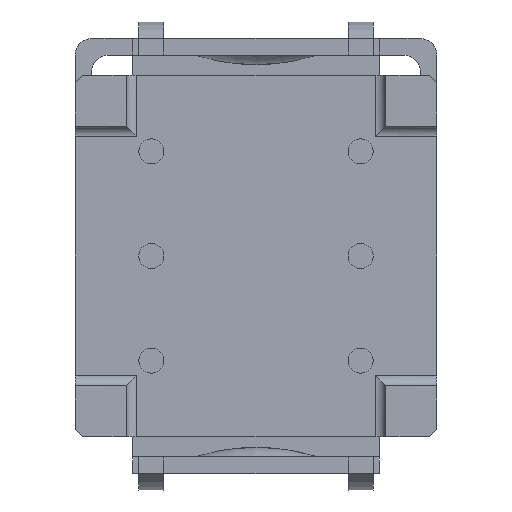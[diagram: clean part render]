
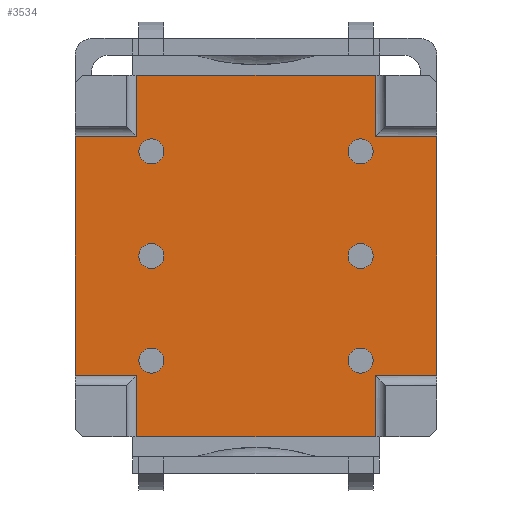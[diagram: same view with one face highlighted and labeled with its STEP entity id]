
A CAD part, front view. The second image highlights one B-rep face of the part: STEP entity #3534.
In plain terms, the highlighted planar face has unit normal (0, -1, 0).
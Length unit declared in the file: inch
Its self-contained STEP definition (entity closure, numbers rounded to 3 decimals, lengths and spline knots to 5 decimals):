
#178=FACE_OUTER_BOUND('',#375,.T.);
#375=EDGE_LOOP('',(#2515,#2516,#2517,#2518,#2519,#2520,#2521,#2522,#2523,
#2524,#2525,#2526));
#600=LINE('',#5160,#992);
#616=LINE('',#5195,#1008);
#653=LINE('',#5277,#1045);
#661=LINE('',#5295,#1053);
#662=LINE('',#5298,#1054);
#663=LINE('',#5301,#1055);
#664=LINE('',#5303,#1056);
#665=LINE('',#5305,#1057);
#666=LINE('',#5307,#1058);
#667=LINE('',#5308,#1059);
#668=LINE('',#5310,#1060);
#669=LINE('',#5311,#1061);
#992=VECTOR('',#4098,0.228);
#1008=VECTOR('',#4126,0.228);
#1045=VECTOR('',#4195,0.228);
#1053=VECTOR('',#4213,0.059);
#1054=VECTOR('',#4218,0.059);
#1055=VECTOR('',#4221,0.059);
#1056=VECTOR('',#4222,0.059);
#1057=VECTOR('',#4223,0.228);
#1058=VECTOR('',#4224,0.059);
#1059=VECTOR('',#4225,0.059);
#1060=VECTOR('',#4226,0.059);
#1061=VECTOR('',#4227,0.059);
#1497=VERTEX_POINT('',#5157);
#1498=VERTEX_POINT('',#5159);
#1510=VERTEX_POINT('',#5192);
#1511=VERTEX_POINT('',#5194);
#1539=VERTEX_POINT('',#5274);
#1540=VERTEX_POINT('',#5276);
#1545=VERTEX_POINT('',#5294);
#1546=VERTEX_POINT('',#5300);
#1547=VERTEX_POINT('',#5302);
#1548=VERTEX_POINT('',#5304);
#1549=VERTEX_POINT('',#5306);
#1550=VERTEX_POINT('',#5309);
#1854=EDGE_CURVE('',#1498,#1497,#600,.T.);
#1872=EDGE_CURVE('',#1511,#1510,#616,.T.);
#1913=EDGE_CURVE('',#1540,#1539,#653,.T.);
#1922=EDGE_CURVE('',#1545,#1540,#661,.T.);
#1924=EDGE_CURVE('',#1545,#1497,#662,.T.);
#1925=EDGE_CURVE('',#1546,#1539,#663,.T.);
#1926=EDGE_CURVE('',#1547,#1546,#664,.T.);
#1927=EDGE_CURVE('',#1547,#1548,#665,.T.);
#1928=EDGE_CURVE('',#1548,#1549,#666,.T.);
#1929=EDGE_CURVE('',#1511,#1549,#667,.T.);
#1930=EDGE_CURVE('',#1510,#1550,#668,.T.);
#1931=EDGE_CURVE('',#1550,#1498,#669,.T.);
#2515=ORIENTED_EDGE('',*,*,#1925,.F.);
#2516=ORIENTED_EDGE('',*,*,#1926,.F.);
#2517=ORIENTED_EDGE('',*,*,#1927,.T.);
#2518=ORIENTED_EDGE('',*,*,#1928,.T.);
#2519=ORIENTED_EDGE('',*,*,#1929,.F.);
#2520=ORIENTED_EDGE('',*,*,#1872,.T.);
#2521=ORIENTED_EDGE('',*,*,#1930,.T.);
#2522=ORIENTED_EDGE('',*,*,#1931,.T.);
#2523=ORIENTED_EDGE('',*,*,#1854,.T.);
#2524=ORIENTED_EDGE('',*,*,#1924,.F.);
#2525=ORIENTED_EDGE('',*,*,#1922,.T.);
#2526=ORIENTED_EDGE('',*,*,#1913,.T.);
#3391=PLANE('',#3752);
#3534=ADVANCED_FACE('',(#178),#3391,.T.);
#3752=AXIS2_PLACEMENT_3D('',#5299,#4219,#4220);
#4098=DIRECTION('',(0.,0.,-1.));
#4126=DIRECTION('',(-1.,0.,0.));
#4195=DIRECTION('',(1.,0.,0.));
#4213=DIRECTION('',(0.,0.,-1.));
#4218=DIRECTION('',(-1.,0.,0.));
#4219=DIRECTION('center_axis',(0.,-1.,0.));
#4220=DIRECTION('ref_axis',(0.,0.,-1.));
#4221=DIRECTION('',(0.,0.,-1.));
#4222=DIRECTION('',(-1.,0.,0.));
#4223=DIRECTION('',(0.,0.,1.));
#4224=DIRECTION('',(-1.,0.,0.));
#4225=DIRECTION('',(0.,0.,-1.));
#4226=DIRECTION('',(0.,0.,-1.));
#4227=DIRECTION('',(-1.,0.,0.));
#5157=CARTESIAN_POINT('',(-0.173,0.031,-0.114));
#5159=CARTESIAN_POINT('',(-0.173,0.031,0.114));
#5160=CARTESIAN_POINT('',(-0.173,0.031,-0.16593));
#5192=CARTESIAN_POINT('',(-0.114,0.031,0.173));
#5194=CARTESIAN_POINT('',(0.114,0.031,0.173));
#5195=CARTESIAN_POINT('',(-0.16593,0.031,0.173));
#5274=CARTESIAN_POINT('',(0.114,0.031,-0.173));
#5276=CARTESIAN_POINT('',(-0.114,0.031,-0.173));
#5277=CARTESIAN_POINT('',(0.16593,0.031,-0.173));
#5294=CARTESIAN_POINT('',(-0.114,0.031,-0.114));
#5295=CARTESIAN_POINT('',(-0.114,0.031,1.));
#5298=CARTESIAN_POINT('',(1.,0.031,-0.114));
#5299=CARTESIAN_POINT('Origin',(0.114,0.031,1.));
#5300=CARTESIAN_POINT('',(0.114,0.031,-0.114));
#5301=CARTESIAN_POINT('',(0.114,0.031,1.));
#5302=CARTESIAN_POINT('',(0.173,0.031,-0.114));
#5303=CARTESIAN_POINT('',(1.,0.031,-0.114));
#5304=CARTESIAN_POINT('',(0.173,0.031,0.114));
#5305=CARTESIAN_POINT('',(0.173,0.031,0.16593));
#5306=CARTESIAN_POINT('',(0.114,0.031,0.114));
#5307=CARTESIAN_POINT('',(1.,0.031,0.114));
#5308=CARTESIAN_POINT('',(0.114,0.031,1.));
#5309=CARTESIAN_POINT('',(-0.114,0.031,0.114));
#5310=CARTESIAN_POINT('',(-0.114,0.031,1.));
#5311=CARTESIAN_POINT('',(1.,0.031,0.114));
